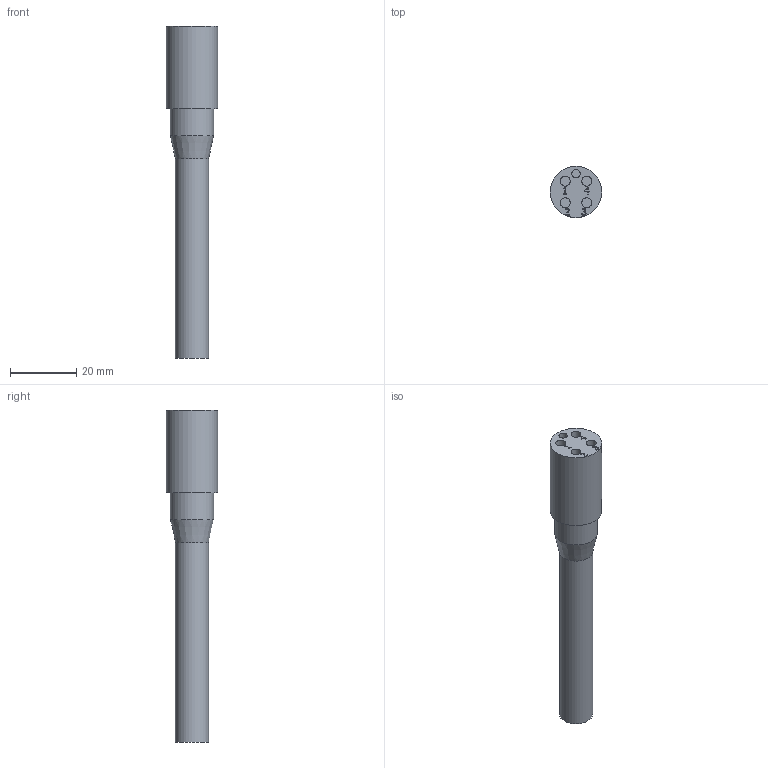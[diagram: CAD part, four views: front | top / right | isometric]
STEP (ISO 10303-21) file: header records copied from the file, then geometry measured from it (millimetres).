
FILE_DESCRIPTION(/* description */ (''),/* implementation_level */ '2;1');
FILE_NAME(/* name */ 'MCIL4F-G2.stp',/* time_stamp */ '2014-11-26T09:14:04+01:00',/* author */ ('sh'),/* organization */ (''),/* preprocessor_version */ 'ST-DEVELOPER v15.2',/* originating_system */ 'Autodesk Inventor 2014',/* authorisation */ '');
FILE_SCHEMA (('AUTOMOTIVE_DESIGN { 1 0 10303 214 3 1 1 }'));
Length unit declared in the file: millimetre
Products named in the file (1): MCIL4F-G2
Bounding box: 15.5 x 15.5 x 100 mm (x, y, z)
Volume: 10807.6 mm3; surface area: 4583.6 mm2
Topology: 1 solids, 1 shells, 91 faces, 234 edges, 156 vertices
Faces by surface type: plane 51, bspline 31, cylinder 8, cone 1
Full cylindrical faces by diameter (mm): 2.5 x1, 3 x4, 10 x1, 13 x1, 15.5 x1
Entity records: 2972 total; most frequent: CARTESIAN_POINT 965, ORIENTED_EDGE 446, DIRECTION 299, EDGE_CURVE 223, VERTEX_POINT 154, LINE 145, VECTOR 145, EDGE_LOOP 111
